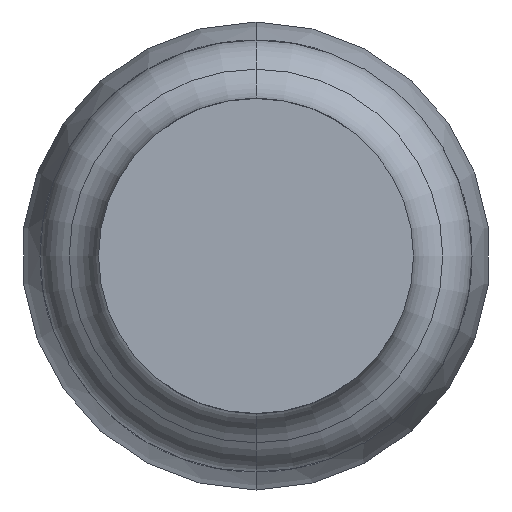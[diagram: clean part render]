
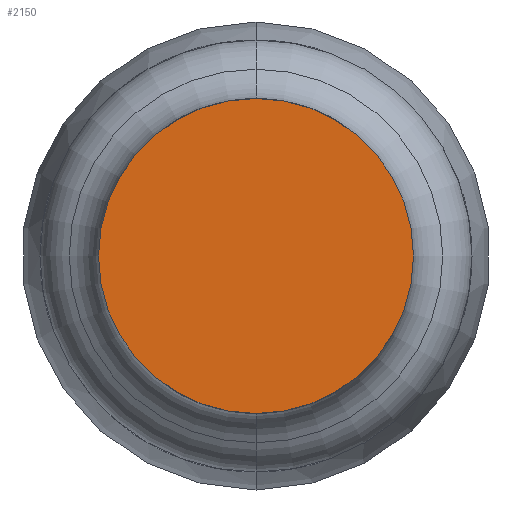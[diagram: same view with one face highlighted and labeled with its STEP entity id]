
A CAD part, front view. The second image highlights one B-rep face of the part: STEP entity #2150.
In plain terms, the highlighted planar face has unit normal (0, -1, 0).
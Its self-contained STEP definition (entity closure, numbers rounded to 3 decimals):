
#159 = CIRCLE ( 'NONE', #3353, 0.35 ) ;
#228 = DIRECTION ( 'NONE',  ( 0., 0., 1. ) ) ;
#407 = AXIS2_PLACEMENT_3D ( 'NONE', #1851, #2136, #4160 ) ;
#485 = FACE_OUTER_BOUND ( 'NONE', #3344, .T. ) ;
#650 = PLANE ( 'NONE',  #1278 ) ;
#1152 = DIRECTION ( 'NONE',  ( 0., 1., 0. ) ) ;
#1278 = AXIS2_PLACEMENT_3D ( 'NONE', #3629, #2401, #2959 ) ;
#1367 = ORIENTED_EDGE ( 'NONE', *, *, #3232, .F. ) ;
#1504 = VERTEX_POINT ( 'NONE', #2069 ) ;
#1756 = EDGE_CURVE ( 'Defeature ausgef�hrt2_1+Defeature ausgef�hrt2_0+Defeature ausgef�hrt2_0+Defeature ausgef�hrt2_0', #1504, #3409, #159, .T. ) ;
#1851 = CARTESIAN_POINT ( 'NONE',  ( 0., -31.6, 0. ) ) ;
#1946 = ORIENTED_EDGE ( 'NONE', *, *, #1756, .F. ) ;
#2069 = CARTESIAN_POINT ( 'NONE',  ( 0., -31.6, 0.35 ) ) ;
#2136 = DIRECTION ( 'NONE',  ( 0., 1., 0. ) ) ;
#2150 = ADVANCED_FACE ( 'Defeature ausgef�hrt2_0', ( #485 ), #650, .F. ) ;
#2401 = DIRECTION ( 'NONE',  ( 0., 1., 0. ) ) ;
#2950 = CARTESIAN_POINT ( 'NONE',  ( 0., -31.6, -0.35 ) ) ;
#2959 = DIRECTION ( 'NONE',  ( 0., 0., 1. ) ) ;
#3232 = EDGE_CURVE ( 'Defeature ausgef�hrt2_1+Defeature ausgef�hrt2_0+Defeature ausgef�hrt2_0+Defeature ausgef�hrt2_0', #3409, #1504, #3676, .T. ) ;
#3344 = EDGE_LOOP ( 'NONE', ( #1946, #1367 ) ) ;
#3353 = AXIS2_PLACEMENT_3D ( 'NONE', #3794, #1152, #228 ) ;
#3409 = VERTEX_POINT ( 'NONE', #2950 ) ;
#3629 = CARTESIAN_POINT ( 'NONE',  ( 0., -31.6, 0. ) ) ;
#3676 = CIRCLE ( 'NONE', #407, 0.35 ) ;
#3794 = CARTESIAN_POINT ( 'NONE',  ( 0., -31.6, 0. ) ) ;
#4160 = DIRECTION ( 'NONE',  ( 0., 0., 1. ) ) ;
